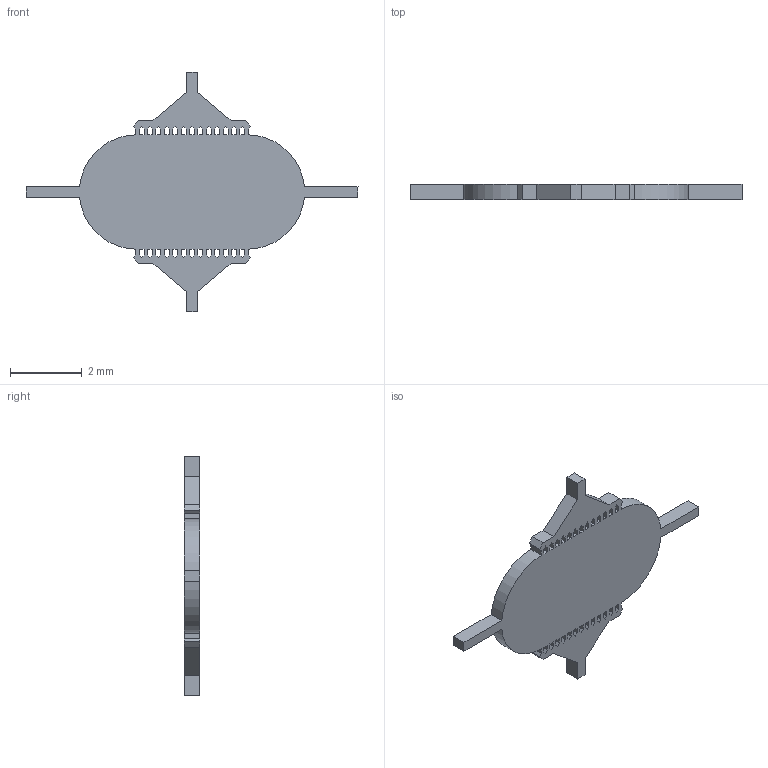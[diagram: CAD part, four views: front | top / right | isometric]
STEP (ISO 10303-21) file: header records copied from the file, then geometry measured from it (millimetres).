
FILE_DESCRIPTION (( 'STEP AP214' ), '1' );
FILE_NAME ('2025-10-25-葩覦恅瓬.STEP', '2025-10-25T11:26:02', ( '' ), ( '' ), 'SwSTEP 2.0', 'SolidWorks 2020', '' );
FILE_SCHEMA (( 'AUTOMOTIVE_DESIGN' ));
Length unit declared in the file: millimetre
Products named in the file (1): 2025-10-25-葩覦恅瓬
Bounding box: 9.29 x 0.42 x 6.7 mm (x, y, z)
Volume: 9.5 mm3; surface area: 65.3 mm2
Topology: 1 solids, 1 shells, 178 faces, 522 edges, 348 vertices
Faces by surface type: plane 174, cylinder 4
Entity records: 5932 total; most frequent: CARTESIAN_POINT 1049, ORIENTED_EDGE 1044, DIRECTION 888, EDGE_CURVE 522, VECTOR 514, LINE 514, VERTEX_POINT 348, EDGE_LOOP 232
